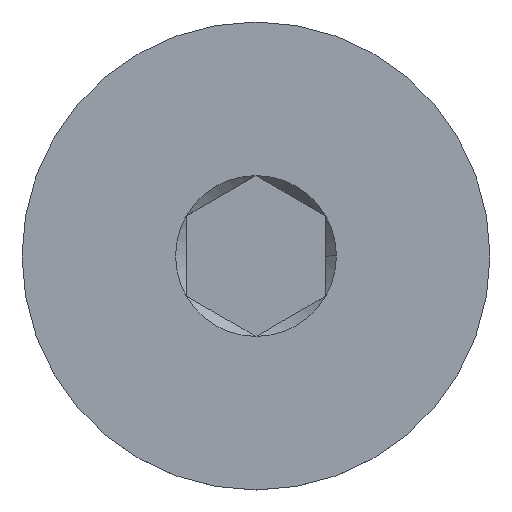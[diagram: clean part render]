
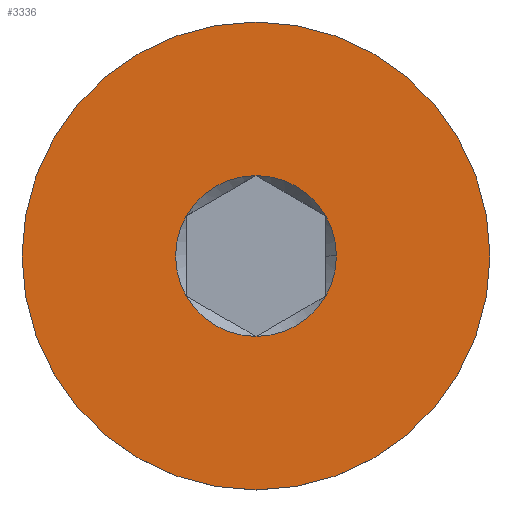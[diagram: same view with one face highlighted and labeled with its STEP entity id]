
A CAD part, top view. The second image highlights one B-rep face of the part: STEP entity #3336.
In plain terms, the highlighted planar face has unit normal (0, 0, 1).
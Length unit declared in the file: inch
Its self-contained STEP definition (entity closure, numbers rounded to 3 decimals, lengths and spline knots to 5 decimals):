
#227 = VERTEX_POINT ( 'NONE', #1554 ) ;
#240 = VERTEX_POINT ( 'NONE', #1303 ) ;
#283 = VERTEX_POINT ( 'NONE', #1695 ) ;
#302 = VERTEX_POINT ( 'NONE', #1583 ) ;
#330 = VERTEX_POINT ( 'NONE', #1621 ) ;
#423 = CIRCLE ( 'NONE', #3906, 0.02887 ) ;
#424 = CIRCLE ( 'NONE', #3909, 0.02887 ) ;
#426 = CIRCLE ( 'NONE', #3905, 0.02887 ) ;
#428 = CIRCLE ( 'NONE', #3910, 0.02887 ) ;
#429 = CIRCLE ( 'NONE', #3913, 0.084 ) ;
#430 = CIRCLE ( 'NONE', #3911, 0.02887 ) ;
#431 = CIRCLE ( 'NONE', #3914, 0.02887 ) ;
#492 = FACE_BOUND ( 'NONE', #3135, .T. ) ;
#501 = FACE_OUTER_BOUND ( 'NONE', #1793, .T. ) ;
#703 = CIRCLE ( 'NONE', #806, 0.02887 ) ;
#706 = CIRCLE ( 'NONE', #805, 0.084 ) ;
#805 = AXIS2_PLACEMENT_3D ( 'NONE', #2835, #2834, #2833 ) ;
#806 = AXIS2_PLACEMENT_3D ( 'NONE', #2830, #2829, #2828 ) ;
#1037 = CARTESIAN_POINT ( 'NONE',  ( 0., 0., 0. ) ) ;
#1303 = CARTESIAN_POINT ( 'NONE',  ( 0.025, -0.01443, 0. ) ) ;
#1363 = CARTESIAN_POINT ( 'NONE',  ( 0., 0., 0. ) ) ;
#1366 = DIRECTION ( 'NONE',  ( 0., 0., 1. ) ) ;
#1369 = CARTESIAN_POINT ( 'NONE',  ( 0., 0., 0. ) ) ;
#1370 = DIRECTION ( 'NONE',  ( 0., -1., 0. ) ) ;
#1376 = CARTESIAN_POINT ( 'NONE',  ( 0.02887, 0., 0. ) ) ;
#1378 = CARTESIAN_POINT ( 'NONE',  ( 0., -0.084, 0. ) ) ;
#1381 = CARTESIAN_POINT ( 'NONE',  ( 0.025, 0.01443, 0. ) ) ;
#1395 = DIRECTION ( 'NONE',  ( 1., 0., 0. ) ) ;
#1475 = DIRECTION ( 'NONE',  ( 0., 0., 1. ) ) ;
#1482 = CARTESIAN_POINT ( 'NONE',  ( 0., 0., 0. ) ) ;
#1485 = DIRECTION ( 'NONE',  ( 1., 0., 0. ) ) ;
#1554 = CARTESIAN_POINT ( 'NONE',  ( -0.025, 0.01443, 0. ) ) ;
#1572 = DIRECTION ( 'NONE',  ( 1., 0., 0. ) ) ;
#1574 = DIRECTION ( 'NONE',  ( 0., 0., 1. ) ) ;
#1579 = CARTESIAN_POINT ( 'NONE',  ( 0., 0., 0. ) ) ;
#1583 = CARTESIAN_POINT ( 'NONE',  ( 0., 0.02887, 0. ) ) ;
#1592 = DIRECTION ( 'NONE',  ( 0., 0., 1. ) ) ;
#1621 = CARTESIAN_POINT ( 'NONE',  ( -0.025, -0.01443, 0. ) ) ;
#1624 = DIRECTION ( 'NONE',  ( 1., 0., 0. ) ) ;
#1679 = DIRECTION ( 'NONE',  ( 0., 0., 1. ) ) ;
#1685 = DIRECTION ( 'NONE',  ( 0., 0., 1. ) ) ;
#1695 = CARTESIAN_POINT ( 'NONE',  ( 0., 0.084, 0. ) ) ;
#1715 = DIRECTION ( 'NONE',  ( 1., 0., 0. ) ) ;
#1722 = CARTESIAN_POINT ( 'NONE',  ( 0., 0., 0. ) ) ;
#1737 = DIRECTION ( 'NONE',  ( 1., 0., 0. ) ) ;
#1741 = CARTESIAN_POINT ( 'NONE',  ( 0., 0., 0. ) ) ;
#1748 = DIRECTION ( 'NONE',  ( 0., 0., 1. ) ) ;
#1793 = EDGE_LOOP ( 'NONE', ( #2984, #3001 ) ) ;
#2096 = CARTESIAN_POINT ( 'NONE',  ( 0., -0.02887, 0. ) ) ;
#2262 = DIRECTION ( 'NONE',  ( 0., -1., 0. ) ) ;
#2263 = DIRECTION ( 'NONE',  ( 0., 0., 1. ) ) ;
#2265 = PLANE ( 'NONE',  #3948 ) ;
#2268 = CARTESIAN_POINT ( 'NONE',  ( 0., -0.0365, 0. ) ) ;
#2828 = DIRECTION ( 'NONE',  ( 1., 0., 0. ) ) ;
#2829 = DIRECTION ( 'NONE',  ( 0., 0., 1. ) ) ;
#2830 = CARTESIAN_POINT ( 'NONE',  ( 0., 0., 0. ) ) ;
#2833 = DIRECTION ( 'NONE',  ( 0., -1., 0. ) ) ;
#2834 = DIRECTION ( 'NONE',  ( 0., 0., 1. ) ) ;
#2835 = CARTESIAN_POINT ( 'NONE',  ( 0., 0., 0. ) ) ;
#2877 = EDGE_CURVE ( 'NONE', #302, #227, #426, .T. ) ;
#2878 = EDGE_CURVE ( 'NONE', #240, #2990, #423, .T. ) ;
#2891 = EDGE_CURVE ( 'NONE', #227, #330, #424, .T. ) ;
#2894 = EDGE_CURVE ( 'NONE', #3027, #302, #428, .T. ) ;
#2895 = EDGE_CURVE ( 'NONE', #3524, #240, #430, .T. ) ;
#2897 = EDGE_CURVE ( 'NONE', #283, #2986, #429, .T. ) ;
#2898 = EDGE_CURVE ( 'NONE', #330, #3524, #431, .T. ) ;
#2908 = ORIENTED_EDGE ( 'NONE', *, *, #3894, .F. ) ;
#2919 = ORIENTED_EDGE ( 'NONE', *, *, #2878, .F. ) ;
#2984 = ORIENTED_EDGE ( 'NONE', *, *, #3892, .T. ) ;
#2986 = VERTEX_POINT ( 'NONE', #1378 ) ;
#2990 = VERTEX_POINT ( 'NONE', #1376 ) ;
#3001 = ORIENTED_EDGE ( 'NONE', *, *, #2897, .T. ) ;
#3027 = VERTEX_POINT ( 'NONE', #1381 ) ;
#3045 = ORIENTED_EDGE ( 'NONE', *, *, #2891, .F. ) ;
#3046 = ORIENTED_EDGE ( 'NONE', *, *, #2894, .F. ) ;
#3047 = ORIENTED_EDGE ( 'NONE', *, *, #2877, .F. ) ;
#3051 = ORIENTED_EDGE ( 'NONE', *, *, #2898, .F. ) ;
#3053 = ORIENTED_EDGE ( 'NONE', *, *, #2895, .F. ) ;
#3135 = EDGE_LOOP ( 'NONE', ( #3053, #3051, #3045, #3047, #3046, #2908, #2919 ) ) ;
#3336 = ADVANCED_FACE ( 'NONE', ( #492, #501 ), #2265, .T. ) ;
#3524 = VERTEX_POINT ( 'NONE', #2096 ) ;
#3892 = EDGE_CURVE ( 'NONE', #2986, #283, #706, .T. ) ;
#3894 = EDGE_CURVE ( 'NONE', #2990, #3027, #703, .T. ) ;
#3905 = AXIS2_PLACEMENT_3D ( 'NONE', #1579, #1679, #1624 ) ;
#3906 = AXIS2_PLACEMENT_3D ( 'NONE', #1741, #1592, #1737 ) ;
#3909 = AXIS2_PLACEMENT_3D ( 'NONE', #1722, #1574, #1715 ) ;
#3910 = AXIS2_PLACEMENT_3D ( 'NONE', #1037, #1748, #1572 ) ;
#3911 = AXIS2_PLACEMENT_3D ( 'NONE', #1482, #1475, #1485 ) ;
#3913 = AXIS2_PLACEMENT_3D ( 'NONE', #1369, #1366, #1370 ) ;
#3914 = AXIS2_PLACEMENT_3D ( 'NONE', #1363, #1685, #1395 ) ;
#3948 = AXIS2_PLACEMENT_3D ( 'NONE', #2268, #2263, #2262 ) ;
